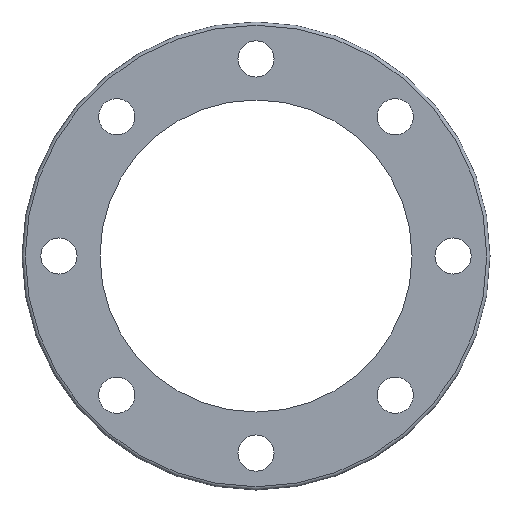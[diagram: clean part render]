
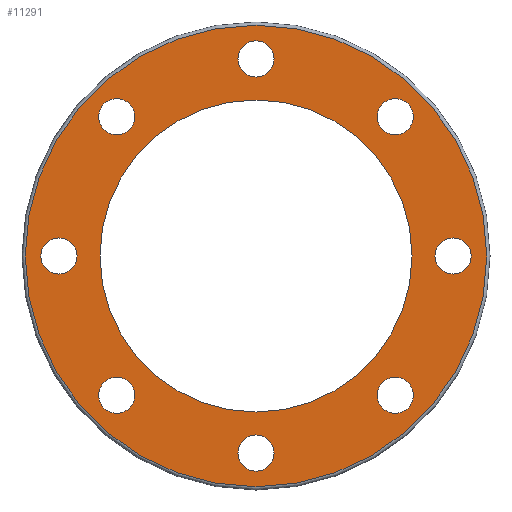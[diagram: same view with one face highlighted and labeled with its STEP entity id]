
A CAD part, front view. The second image highlights one B-rep face of the part: STEP entity #11291.
In plain terms, the highlighted planar face has unit normal (0, -1, 0).
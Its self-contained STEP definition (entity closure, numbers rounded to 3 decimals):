
#58=FACE_BOUND('',#3090,.T.);
#59=FACE_BOUND('',#3091,.T.);
#60=FACE_BOUND('',#3092,.T.);
#61=FACE_BOUND('',#3093,.T.);
#62=FACE_BOUND('',#3094,.T.);
#63=FACE_BOUND('',#3095,.T.);
#64=FACE_BOUND('',#3096,.T.);
#65=FACE_BOUND('',#3097,.T.);
#66=FACE_BOUND('',#3098,.T.);
#270=PLANE('',#13238);
#2250=FACE_OUTER_BOUND('',#3089,.T.);
#3089=EDGE_LOOP('',(#10202));
#3090=EDGE_LOOP('',(#10203));
#3091=EDGE_LOOP('',(#10204));
#3092=EDGE_LOOP('',(#10205));
#3093=EDGE_LOOP('',(#10206));
#3094=EDGE_LOOP('',(#10207));
#3095=EDGE_LOOP('',(#10208));
#3096=EDGE_LOOP('',(#10209));
#3097=EDGE_LOOP('',(#10210));
#3098=EDGE_LOOP('',(#10211));
#4297=CIRCLE('',#13236,140.5);
#4299=CIRCLE('',#13239,95.);
#4300=CIRCLE('',#13240,11.);
#4301=CIRCLE('',#13241,11.);
#4302=CIRCLE('',#13242,11.);
#4303=CIRCLE('',#13243,11.);
#4304=CIRCLE('',#13244,11.);
#4305=CIRCLE('',#13245,11.);
#4306=CIRCLE('',#13246,11.);
#4307=CIRCLE('',#13247,11.);
#5214=VERTEX_POINT('',#22609);
#5216=VERTEX_POINT('',#22614);
#5217=VERTEX_POINT('',#22616);
#5218=VERTEX_POINT('',#22618);
#5219=VERTEX_POINT('',#22620);
#5220=VERTEX_POINT('',#22622);
#5221=VERTEX_POINT('',#22624);
#5222=VERTEX_POINT('',#22626);
#5223=VERTEX_POINT('',#22628);
#5224=VERTEX_POINT('',#22630);
#6883=EDGE_CURVE('',#5214,#5214,#4297,.T.);
#6885=EDGE_CURVE('',#5216,#5216,#4299,.T.);
#6886=EDGE_CURVE('',#5217,#5217,#4300,.T.);
#6887=EDGE_CURVE('',#5218,#5218,#4301,.T.);
#6888=EDGE_CURVE('',#5219,#5219,#4302,.T.);
#6889=EDGE_CURVE('',#5220,#5220,#4303,.T.);
#6890=EDGE_CURVE('',#5221,#5221,#4304,.T.);
#6891=EDGE_CURVE('',#5222,#5222,#4305,.T.);
#6892=EDGE_CURVE('',#5223,#5223,#4306,.T.);
#6893=EDGE_CURVE('',#5224,#5224,#4307,.T.);
#10202=ORIENTED_EDGE('',*,*,#6883,.F.);
#10203=ORIENTED_EDGE('',*,*,#6885,.T.);
#10204=ORIENTED_EDGE('',*,*,#6886,.T.);
#10205=ORIENTED_EDGE('',*,*,#6887,.T.);
#10206=ORIENTED_EDGE('',*,*,#6888,.T.);
#10207=ORIENTED_EDGE('',*,*,#6889,.T.);
#10208=ORIENTED_EDGE('',*,*,#6890,.T.);
#10209=ORIENTED_EDGE('',*,*,#6891,.T.);
#10210=ORIENTED_EDGE('',*,*,#6892,.T.);
#10211=ORIENTED_EDGE('',*,*,#6893,.T.);
#11291=ADVANCED_FACE('',(#2250,#58,#59,#60,#61,#62,#63,#64,#65,#66),#270,
 .T.);
#13236=AXIS2_PLACEMENT_3D('',#22610,#17508,#17509);
#13238=AXIS2_PLACEMENT_3D('',#22613,#17512,#17513);
#13239=AXIS2_PLACEMENT_3D('',#22615,#17514,#17515);
#13240=AXIS2_PLACEMENT_3D('',#22617,#17516,#17517);
#13241=AXIS2_PLACEMENT_3D('',#22619,#17518,#17519);
#13242=AXIS2_PLACEMENT_3D('',#22621,#17520,#17521);
#13243=AXIS2_PLACEMENT_3D('',#22623,#17522,#17523);
#13244=AXIS2_PLACEMENT_3D('',#22625,#17524,#17525);
#13245=AXIS2_PLACEMENT_3D('',#22627,#17526,#17527);
#13246=AXIS2_PLACEMENT_3D('',#22629,#17528,#17529);
#13247=AXIS2_PLACEMENT_3D('',#22631,#17530,#17531);
#17508=DIRECTION('center_axis',(0.,1.,0.));
#17509=DIRECTION('ref_axis',(1.,0.,0.));
#17512=DIRECTION('center_axis',(0.,-1.,0.));
#17513=DIRECTION('ref_axis',(0.,0.,-1.));
#17514=DIRECTION('center_axis',(0.,1.,0.));
#17515=DIRECTION('ref_axis',(1.,0.,0.));
#17516=DIRECTION('center_axis',(0.,1.,0.));
#17517=DIRECTION('ref_axis',(1.,0.,0.));
#17518=DIRECTION('center_axis',(0.,1.,0.));
#17519=DIRECTION('ref_axis',(0.707,0.,-0.707));
#17520=DIRECTION('center_axis',(0.,1.,0.));
#17521=DIRECTION('ref_axis',(0.,0.,-1.));
#17522=DIRECTION('center_axis',(0.,1.,0.));
#17523=DIRECTION('ref_axis',(-0.707,0.,-0.707));
#17524=DIRECTION('center_axis',(0.,1.,0.));
#17525=DIRECTION('ref_axis',(-1.,0.,0.));
#17526=DIRECTION('center_axis',(0.,1.,0.));
#17527=DIRECTION('ref_axis',(-0.707,0.,0.707));
#17528=DIRECTION('center_axis',(0.,1.,0.));
#17529=DIRECTION('ref_axis',(0.,0.,1.));
#17530=DIRECTION('center_axis',(0.,1.,0.));
#17531=DIRECTION('ref_axis',(0.707,0.,0.707));
#22609=CARTESIAN_POINT('',(-140.5,0.,0.));
#22610=CARTESIAN_POINT('Origin',(0.,0.,0.));
#22613=CARTESIAN_POINT('Origin',(-142.5,0.,0.));
#22614=CARTESIAN_POINT('',(-95.,0.,0.));
#22615=CARTESIAN_POINT('Origin',(0.,0.,0.));
#22616=CARTESIAN_POINT('',(-11.,0.,-120.));
#22617=CARTESIAN_POINT('Origin',(0.,0.,-120.));
#22618=CARTESIAN_POINT('',(-92.631,0.,-77.075));
#22619=CARTESIAN_POINT('Origin',(-84.853,0.,-84.853));
#22620=CARTESIAN_POINT('',(-120.,0.,11.));
#22621=CARTESIAN_POINT('Origin',(-120.,0.,0.));
#22622=CARTESIAN_POINT('',(-77.075,0.,92.631));
#22623=CARTESIAN_POINT('Origin',(-84.853,0.,84.853));
#22624=CARTESIAN_POINT('',(11.,0.,120.));
#22625=CARTESIAN_POINT('Origin',(0.,0.,120.));
#22626=CARTESIAN_POINT('',(92.631,0.,77.075));
#22627=CARTESIAN_POINT('Origin',(84.853,0.,84.853));
#22628=CARTESIAN_POINT('',(120.,0.,-11.));
#22629=CARTESIAN_POINT('Origin',(120.,0.,0.));
#22630=CARTESIAN_POINT('',(77.075,0.,-92.631));
#22631=CARTESIAN_POINT('Origin',(84.853,0.,-84.853));
